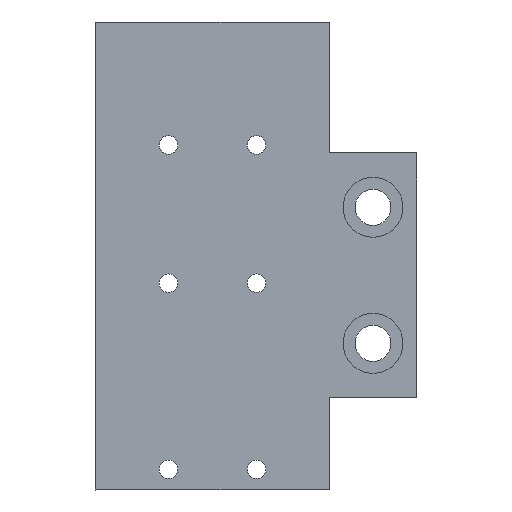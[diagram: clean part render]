
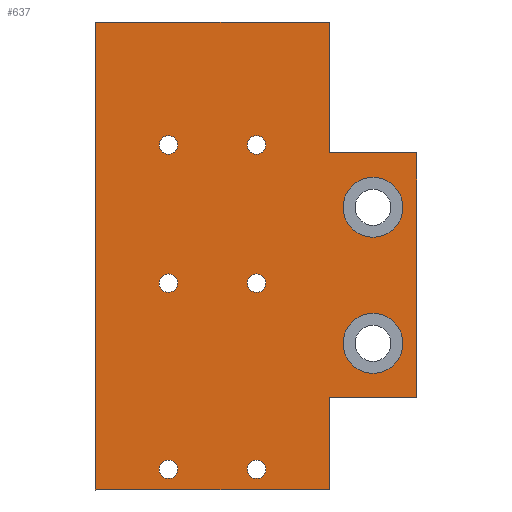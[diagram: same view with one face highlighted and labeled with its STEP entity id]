
A CAD part, front view. The second image highlights one B-rep face of the part: STEP entity #637.
In plain terms, the highlighted planar face has unit normal (0, -1, 0).
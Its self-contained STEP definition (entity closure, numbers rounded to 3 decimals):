
#49=LINE('',#1054,#98);
#53=LINE('',#1061,#102);
#54=LINE('',#1063,#103);
#56=LINE('',#1067,#105);
#57=LINE('',#1070,#106);
#59=LINE('',#1074,#108);
#61=LINE('',#1078,#110);
#63=LINE('',#1081,#112);
#98=VECTOR('',#879,10.);
#102=VECTOR('',#885,10.);
#103=VECTOR('',#888,10.);
#105=VECTOR('',#892,1000.);
#106=VECTOR('',#895,1000.);
#108=VECTOR('',#899,1000.);
#110=VECTOR('',#903,1000.);
#112=VECTOR('',#907,1000.);
#145=FACE_BOUND('',#243,.T.);
#146=FACE_BOUND('',#244,.T.);
#147=FACE_BOUND('',#245,.T.);
#148=FACE_BOUND('',#246,.T.);
#149=FACE_BOUND('',#247,.T.);
#150=FACE_BOUND('',#248,.T.);
#151=FACE_BOUND('',#249,.T.);
#152=FACE_BOUND('',#250,.T.);
#189=FACE_OUTER_BOUND('',#242,.T.);
#242=EDGE_LOOP('',(#564,#565,#566,#567,#568,#569,#570,#571));
#243=EDGE_LOOP('',(#572));
#244=EDGE_LOOP('',(#573));
#245=EDGE_LOOP('',(#574));
#246=EDGE_LOOP('',(#575));
#247=EDGE_LOOP('',(#576));
#248=EDGE_LOOP('',(#577));
#249=EDGE_LOOP('',(#578));
#250=EDGE_LOOP('',(#579));
#254=CIRCLE('',#658,1.7);
#258=CIRCLE('',#665,1.7);
#262=CIRCLE('',#672,1.7);
#266=CIRCLE('',#679,1.7);
#270=CIRCLE('',#686,1.7);
#274=CIRCLE('',#693,1.7);
#279=CIRCLE('',#704,5.5);
#282=CIRCLE('',#710,5.5);
#286=VERTEX_POINT('',#921);
#290=VERTEX_POINT('',#934);
#294=VERTEX_POINT('',#947);
#298=VERTEX_POINT('',#960);
#302=VERTEX_POINT('',#973);
#306=VERTEX_POINT('',#986);
#325=VERTEX_POINT('',#1034);
#328=VERTEX_POINT('',#1045);
#329=VERTEX_POINT('',#1051);
#330=VERTEX_POINT('',#1053);
#331=VERTEX_POINT('',#1057);
#332=VERTEX_POINT('',#1059);
#333=VERTEX_POINT('',#1065);
#334=VERTEX_POINT('',#1069);
#335=VERTEX_POINT('',#1073);
#336=VERTEX_POINT('',#1077);
#342=EDGE_CURVE('',#286,#286,#254,.T.);
#348=EDGE_CURVE('',#290,#290,#258,.T.);
#354=EDGE_CURVE('',#294,#294,#262,.T.);
#360=EDGE_CURVE('',#298,#298,#266,.T.);
#366=EDGE_CURVE('',#302,#302,#270,.T.);
#372=EDGE_CURVE('',#306,#306,#274,.T.);
#394=EDGE_CURVE('',#325,#325,#279,.T.);
#399=EDGE_CURVE('',#328,#328,#282,.T.);
#403=EDGE_CURVE('',#329,#330,#49,.T.);
#407=EDGE_CURVE('',#331,#332,#53,.T.);
#408=EDGE_CURVE('',#330,#332,#54,.T.);
#410=EDGE_CURVE('',#329,#333,#56,.T.);
#411=EDGE_CURVE('',#334,#331,#57,.T.);
#413=EDGE_CURVE('',#333,#335,#59,.T.);
#415=EDGE_CURVE('',#335,#336,#61,.T.);
#417=EDGE_CURVE('',#336,#334,#63,.T.);
#564=ORIENTED_EDGE('',*,*,#417,.T.);
#565=ORIENTED_EDGE('',*,*,#411,.T.);
#566=ORIENTED_EDGE('',*,*,#407,.T.);
#567=ORIENTED_EDGE('',*,*,#408,.F.);
#568=ORIENTED_EDGE('',*,*,#403,.F.);
#569=ORIENTED_EDGE('',*,*,#410,.T.);
#570=ORIENTED_EDGE('',*,*,#413,.T.);
#571=ORIENTED_EDGE('',*,*,#415,.T.);
#572=ORIENTED_EDGE('',*,*,#342,.T.);
#573=ORIENTED_EDGE('',*,*,#348,.T.);
#574=ORIENTED_EDGE('',*,*,#354,.T.);
#575=ORIENTED_EDGE('',*,*,#360,.T.);
#576=ORIENTED_EDGE('',*,*,#366,.T.);
#577=ORIENTED_EDGE('',*,*,#372,.T.);
#578=ORIENTED_EDGE('',*,*,#394,.T.);
#579=ORIENTED_EDGE('',*,*,#399,.T.);
#600=PLANE('',#720);
#637=ADVANCED_FACE('',(#189,#145,#146,#147,#148,#149,#150,#151,#152),#600,
 .F.);
#658=AXIS2_PLACEMENT_3D('',#923,#737,#738);
#665=AXIS2_PLACEMENT_3D('',#936,#753,#754);
#672=AXIS2_PLACEMENT_3D('',#949,#769,#770);
#679=AXIS2_PLACEMENT_3D('',#962,#785,#786);
#686=AXIS2_PLACEMENT_3D('',#975,#801,#802);
#693=AXIS2_PLACEMENT_3D('',#988,#817,#818);
#704=AXIS2_PLACEMENT_3D('',#1035,#856,#857);
#710=AXIS2_PLACEMENT_3D('',#1046,#870,#871);
#720=AXIS2_PLACEMENT_3D('',#1082,#908,#909);
#737=DIRECTION('center_axis',(0.,1.,0.));
#738=DIRECTION('ref_axis',(0.,0.,1.));
#753=DIRECTION('center_axis',(0.,1.,0.));
#754=DIRECTION('ref_axis',(0.,0.,1.));
#769=DIRECTION('center_axis',(0.,1.,0.));
#770=DIRECTION('ref_axis',(0.,0.,1.));
#785=DIRECTION('center_axis',(0.,1.,0.));
#786=DIRECTION('ref_axis',(0.,0.,1.));
#801=DIRECTION('center_axis',(0.,1.,0.));
#802=DIRECTION('ref_axis',(0.,0.,1.));
#817=DIRECTION('center_axis',(0.,1.,0.));
#818=DIRECTION('ref_axis',(0.,0.,1.));
#856=DIRECTION('center_axis',(0.,1.,0.));
#857=DIRECTION('ref_axis',(0.,0.,-1.));
#870=DIRECTION('center_axis',(0.,1.,0.));
#871=DIRECTION('ref_axis',(0.,0.,-1.));
#879=DIRECTION('',(1.,0.,0.));
#885=DIRECTION('',(1.,0.,0.));
#888=DIRECTION('',(0.,0.,-1.));
#892=DIRECTION('',(0.,0.,1.));
#895=DIRECTION('',(0.,0.,1.));
#899=DIRECTION('',(-1.,0.,0.));
#903=DIRECTION('',(0.,0.,-1.));
#907=DIRECTION('',(1.,0.,0.));
#908=DIRECTION('center_axis',(0.,1.,0.));
#909=DIRECTION('ref_axis',(-1.,0.,0.));
#921=CARTESIAN_POINT('',(-46.9,-189.044,260.5));
#923=CARTESIAN_POINT('Origin',(-46.9,-189.044,262.2));
#934=CARTESIAN_POINT('',(-63.1,-189.044,260.5));
#936=CARTESIAN_POINT('Origin',(-63.1,-189.044,262.2));
#947=CARTESIAN_POINT('',(-46.9,-189.044,294.7));
#949=CARTESIAN_POINT('Origin',(-46.9,-189.044,296.4));
#960=CARTESIAN_POINT('',(-63.1,-189.044,294.7));
#962=CARTESIAN_POINT('Origin',(-63.1,-189.044,296.4));
#973=CARTESIAN_POINT('',(-46.9,-189.044,320.1));
#975=CARTESIAN_POINT('Origin',(-46.9,-189.044,321.8));
#986=CARTESIAN_POINT('',(-63.1,-189.044,320.1));
#988=CARTESIAN_POINT('Origin',(-63.1,-189.044,321.8));
#1034=CARTESIAN_POINT('',(-25.5,-189.044,315.845));
#1035=CARTESIAN_POINT('Origin',(-25.5,-189.044,310.345));
#1045=CARTESIAN_POINT('',(-25.5,-189.044,290.845));
#1046=CARTESIAN_POINT('Origin',(-25.5,-189.044,285.345));
#1051=CARTESIAN_POINT('',(-33.5,-189.044,320.345));
#1053=CARTESIAN_POINT('',(-17.5,-189.044,320.345));
#1054=CARTESIAN_POINT('',(-33.5,-189.044,320.345));
#1057=CARTESIAN_POINT('',(-33.5,-189.044,275.345));
#1059=CARTESIAN_POINT('',(-17.5,-189.044,275.345));
#1061=CARTESIAN_POINT('',(-33.5,-189.044,275.345));
#1063=CARTESIAN_POINT('',(-17.5,-189.044,275.345));
#1065=CARTESIAN_POINT('',(-33.5,-189.044,344.4));
#1067=CARTESIAN_POINT('',(-33.5,-189.044,258.4));
#1069=CARTESIAN_POINT('',(-33.5,-189.044,258.4));
#1070=CARTESIAN_POINT('',(-33.5,-189.044,258.4));
#1073=CARTESIAN_POINT('',(-76.5,-189.044,344.4));
#1074=CARTESIAN_POINT('',(-76.5,-189.044,344.4));
#1077=CARTESIAN_POINT('',(-76.5,-189.044,258.4));
#1078=CARTESIAN_POINT('',(-76.5,-189.044,258.4));
#1081=CARTESIAN_POINT('',(-33.5,-189.044,258.4));
#1082=CARTESIAN_POINT('Origin',(-76.5,-189.044,258.4));
